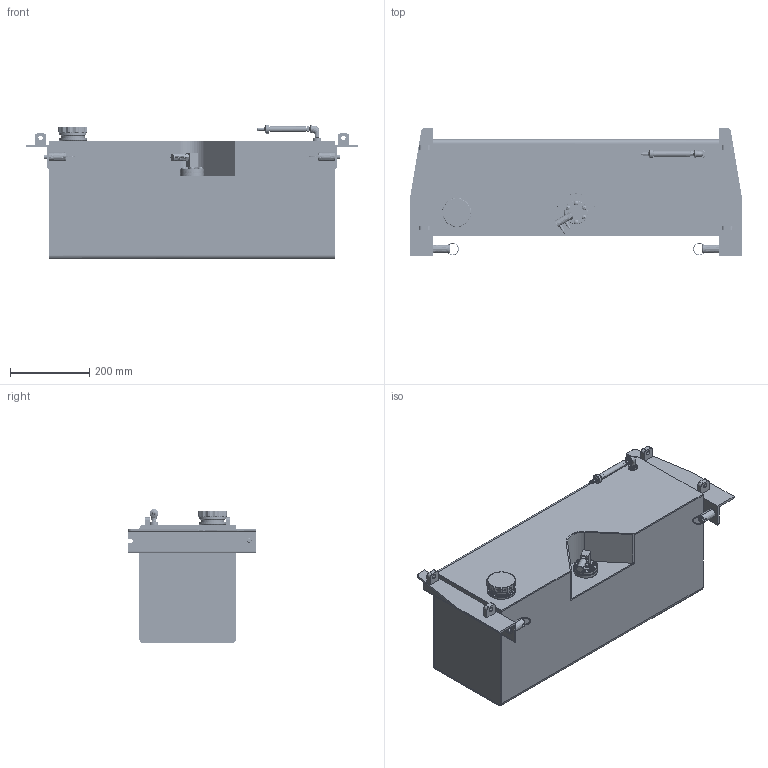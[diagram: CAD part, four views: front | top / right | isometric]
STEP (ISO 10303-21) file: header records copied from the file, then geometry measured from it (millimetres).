
FILE_DESCRIPTION(('FreeCAD Model'),'2;1');
FILE_NAME('Open CASCADE Shape Model','2025-05-05T10:55:30',('FreeCAD'),( 'FreeCAD'),'Open CASCADE STEP processor 7.6','FreeCAD','Unknown');
FILE_SCHEMA(('AUTOMOTIVE_DESIGN { 1 0 10303 214 1 1 1 1 }'));
Products named in the file (1): Open CASCADE STEP translator 7.6 1
Bounding box: 835.77 x 324 x 338.36 mm (x, y, z)
Surface area: 2123335.1 mm2 (no closed solid volume)
Topology: 0 solids, 1337 shells, 1337 faces, 9187 edges, 9187 vertices
Faces by surface type: bspline 1337
Entity records: 147928 total; most frequent: CARTESIAN_POINT 106150, ORIENTED_EDGE 9187, EDGE_CURVE 9187, VERTEX_POINT 9187, B_SPLINE_CURVE_WITH_KNOTS 6879, FACE_BOUND 1482, EDGE_LOOP 1482, SHELL_BASED_SURFACE_MODEL 1337
